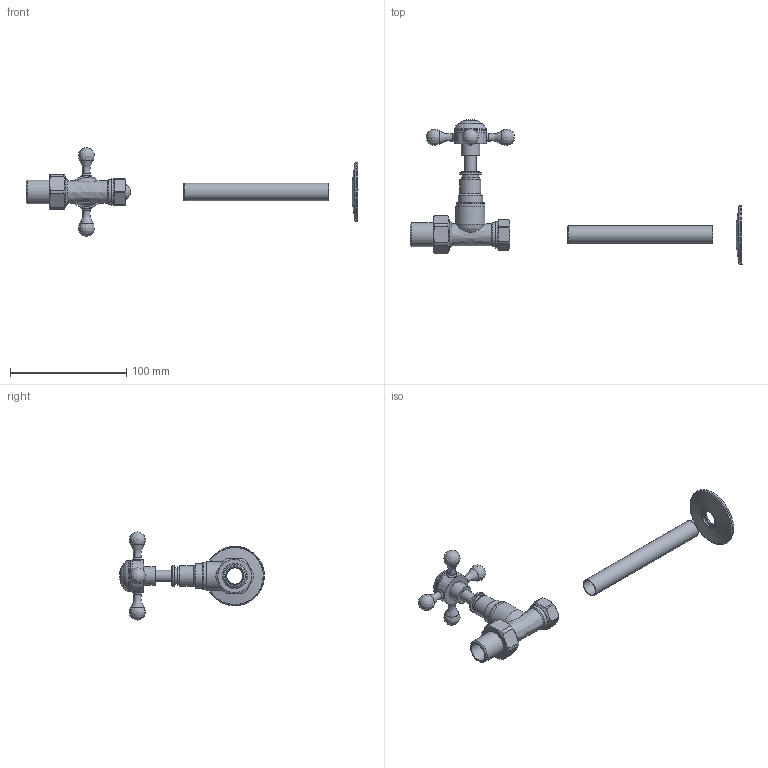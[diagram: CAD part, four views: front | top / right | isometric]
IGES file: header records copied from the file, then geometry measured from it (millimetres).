
Global section: file name: R7_1; native system: AutoCAD 2016 - English; preprocessor: Autodesk Translation Framework DWG producer (atf_dwg_producer); organization: unknown; date: 20161006.170348; units: millimetre
Bounding box: 285.7 x 124.5 x 75.98 mm (x, y, z)
Volume: 64880.8 mm3; surface area: 43031.6 mm2
Topology: 7 solids, 7 shells, 138 faces, 391 edges, 278 vertices
Faces by surface type: bspline 138
